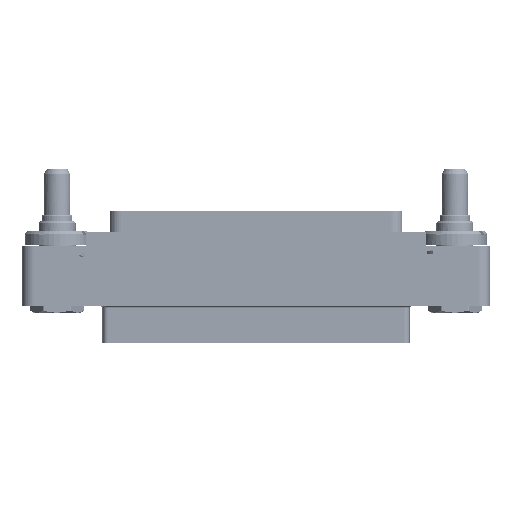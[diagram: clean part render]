
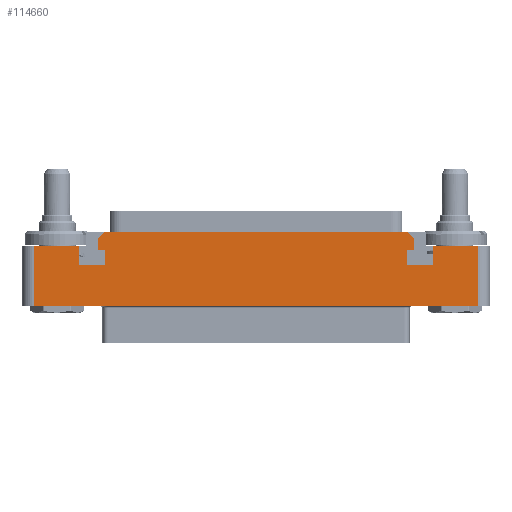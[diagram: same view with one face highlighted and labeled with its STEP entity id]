
A CAD part, top view. The second image highlights one B-rep face of the part: STEP entity #114660.
In plain terms, the highlighted planar face has unit normal (0, 0, 1).
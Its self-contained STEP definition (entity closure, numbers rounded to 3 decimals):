
#6598=DIRECTION('',(0.,1.,0.));
#6599=VECTOR('',#6598,10.25);
#6600=CARTESIAN_POINT('',(38.,0.,7.));
#6601=LINE('',#6600,#6599);
#6616=DIRECTION('',(-1.,0.,0.));
#6617=VECTOR('',#6616,76.);
#6618=CARTESIAN_POINT('',(38.,0.,7.));
#6619=LINE('',#6618,#6617);
#6620=DIRECTION('',(1.,0.,0.));
#6621=VECTOR('',#6620,7.8);
#6622=CARTESIAN_POINT('',(-38.,10.25,7.));
#6623=LINE('',#6622,#6621);
#6624=DIRECTION('',(0.,-1.,0.));
#6625=VECTOR('',#6624,3.2);
#6626=CARTESIAN_POINT('',(-30.2,10.25,7.));
#6627=LINE('',#6626,#6625);
#6628=DIRECTION('',(1.,0.,0.));
#6629=VECTOR('',#6628,4.4);
#6630=CARTESIAN_POINT('',(-30.2,7.05,7.));
#6631=LINE('',#6630,#6629);
#6632=DIRECTION('',(0.,1.,0.));
#6633=VECTOR('',#6632,2.6);
#6634=CARTESIAN_POINT('',(-25.8,7.05,7.));
#6635=LINE('',#6634,#6633);
#6636=DIRECTION('',(-1.,0.,0.));
#6637=VECTOR('',#6636,1.2);
#6638=CARTESIAN_POINT('',(-25.8,9.65,7.));
#6639=LINE('',#6638,#6637);
#6640=DIRECTION('',(0.,-1.,0.));
#6641=VECTOR('',#6640,1.9);
#6642=CARTESIAN_POINT('',(-27.,11.55,7.));
#6643=LINE('',#6642,#6641);
#6644=DIRECTION('',(1.,0.,0.));
#6645=VECTOR('',#6644,51.6);
#6646=CARTESIAN_POINT('',(-25.8,12.75,7.));
#6647=LINE('',#6646,#6645);
#6648=DIRECTION('',(0.,-1.,0.));
#6649=VECTOR('',#6648,1.9);
#6650=CARTESIAN_POINT('',(27.,11.55,7.));
#6651=LINE('',#6650,#6649);
#6652=DIRECTION('',(-1.,0.,0.));
#6653=VECTOR('',#6652,1.2);
#6654=CARTESIAN_POINT('',(27.,9.65,7.));
#6655=LINE('',#6654,#6653);
#6656=DIRECTION('',(0.,-1.,0.));
#6657=VECTOR('',#6656,2.6);
#6658=CARTESIAN_POINT('',(25.8,9.65,7.));
#6659=LINE('',#6658,#6657);
#6660=DIRECTION('',(1.,0.,0.));
#6661=VECTOR('',#6660,4.4);
#6662=CARTESIAN_POINT('',(25.8,7.05,7.));
#6663=LINE('',#6662,#6661);
#6664=DIRECTION('',(0.,1.,0.));
#6665=VECTOR('',#6664,3.2);
#6666=CARTESIAN_POINT('',(30.2,7.05,7.));
#6667=LINE('',#6666,#6665);
#6668=DIRECTION('',(1.,0.,0.));
#6669=VECTOR('',#6668,7.8);
#6670=CARTESIAN_POINT('',(30.2,10.25,7.));
#6671=LINE('',#6670,#6669);
#6672=DIRECTION('',(0.,-1.,0.));
#6673=VECTOR('',#6672,10.25);
#6674=CARTESIAN_POINT('',(-38.,10.25,7.));
#6675=LINE('',#6674,#6673);
#9912=DIRECTION('',(-0.707,-0.707,0.));
#9913=VECTOR('',#9912,1.697);
#9914=CARTESIAN_POINT('',(-25.8,12.75,7.));
#9915=LINE('',#9914,#9913);
#13058=DIRECTION('',(0.707,-0.707,0.));
#13059=VECTOR('',#13058,1.697);
#13060=CARTESIAN_POINT('',(25.8,12.75,7.));
#13061=LINE('',#13060,#13059);
#88344=CARTESIAN_POINT('',(-30.2,10.25,7.));
#88345=CARTESIAN_POINT('',(-30.2,7.05,7.));
#88346=VERTEX_POINT('',#88344);
#88347=VERTEX_POINT('',#88345);
#88348=CARTESIAN_POINT('',(-25.8,7.05,7.));
#88349=VERTEX_POINT('',#88348);
#88350=CARTESIAN_POINT('',(-25.8,9.65,7.));
#88351=VERTEX_POINT('',#88350);
#88352=CARTESIAN_POINT('',(-27.,9.65,7.));
#88353=VERTEX_POINT('',#88352);
#88354=CARTESIAN_POINT('',(27.,9.65,7.));
#88355=CARTESIAN_POINT('',(25.8,9.65,7.));
#88356=VERTEX_POINT('',#88354);
#88357=VERTEX_POINT('',#88355);
#88358=CARTESIAN_POINT('',(25.8,7.05,7.));
#88359=VERTEX_POINT('',#88358);
#88360=CARTESIAN_POINT('',(30.2,7.05,7.));
#88361=VERTEX_POINT('',#88360);
#88362=CARTESIAN_POINT('',(30.2,10.25,7.));
#88363=VERTEX_POINT('',#88362);
#88368=CARTESIAN_POINT('',(-27.,11.55,7.));
#88370=VERTEX_POINT('',#88368);
#88372=CARTESIAN_POINT('',(-25.8,12.75,7.));
#88373=VERTEX_POINT('',#88372);
#88374=CARTESIAN_POINT('',(27.,11.55,7.));
#88376=VERTEX_POINT('',#88374);
#88378=CARTESIAN_POINT('',(25.8,12.75,7.));
#88379=VERTEX_POINT('',#88378);
#88456=CARTESIAN_POINT('',(38.,0.,7.));
#88457=CARTESIAN_POINT('',(38.,10.25,7.));
#88458=VERTEX_POINT('',#88456);
#88459=VERTEX_POINT('',#88457);
#88464=CARTESIAN_POINT('',(-38.,10.25,7.));
#88465=CARTESIAN_POINT('',(-38.,0.,7.));
#88466=VERTEX_POINT('',#88464);
#88467=VERTEX_POINT('',#88465);
#114621=CARTESIAN_POINT('',(0.,0.,7.));
#114622=DIRECTION('',(0.,0.,-1.));
#114623=DIRECTION('',(-1.,0.,0.));
#114624=AXIS2_PLACEMENT_3D('',#114621,#114622,#114623);
#114625=PLANE('',#114624);
#114626=ORIENTED_EDGE('',*,*,#114613,.F.);
#114627=ORIENTED_EDGE('',*,*,#114438,.T.);
#114629=ORIENTED_EDGE('',*,*,#114628,.F.);
#114631=ORIENTED_EDGE('',*,*,#114630,.T.);
#114633=ORIENTED_EDGE('',*,*,#114632,.T.);
#114635=ORIENTED_EDGE('',*,*,#114634,.T.);
#114637=ORIENTED_EDGE('',*,*,#114636,.T.);
#114639=ORIENTED_EDGE('',*,*,#114638,.T.);
#114641=ORIENTED_EDGE('',*,*,#114640,.F.);
#114643=ORIENTED_EDGE('',*,*,#114642,.F.);
#114644=ORIENTED_EDGE('',*,*,#113232,.T.);
#114646=ORIENTED_EDGE('',*,*,#114645,.T.);
#114648=ORIENTED_EDGE('',*,*,#114647,.T.);
#114650=ORIENTED_EDGE('',*,*,#114649,.T.);
#114652=ORIENTED_EDGE('',*,*,#114651,.T.);
#114654=ORIENTED_EDGE('',*,*,#114653,.T.);
#114656=ORIENTED_EDGE('',*,*,#114655,.T.);
#114657=ORIENTED_EDGE('',*,*,#114536,.T.);
#114658=EDGE_LOOP('',(#114626,#114627,#114629,#114631,#114633,#114635,#114637,
#114639,#114641,#114643,#114644,#114646,#114648,#114650,#114652,#114654,#114656,
#114657));
#114659=FACE_OUTER_BOUND('',#114658,.F.);
#114660=ADVANCED_FACE('',(#114659),#114625,.F.);
#113232=EDGE_CURVE('',#88373,#88379,#6647,.T.);
#114438=EDGE_CURVE('',#88458,#88467,#6619,.T.);
#114536=EDGE_CURVE('',#88363,#88459,#6671,.T.);
#114613=EDGE_CURVE('',#88458,#88459,#6601,.T.);
#114628=EDGE_CURVE('',#88466,#88467,#6675,.T.);
#114630=EDGE_CURVE('',#88466,#88346,#6623,.T.);
#114632=EDGE_CURVE('',#88346,#88347,#6627,.T.);
#114634=EDGE_CURVE('',#88347,#88349,#6631,.T.);
#114636=EDGE_CURVE('',#88349,#88351,#6635,.T.);
#114638=EDGE_CURVE('',#88351,#88353,#6639,.T.);
#114640=EDGE_CURVE('',#88370,#88353,#6643,.T.);
#114642=EDGE_CURVE('',#88373,#88370,#9915,.T.);
#114645=EDGE_CURVE('',#88379,#88376,#13061,.T.);
#114647=EDGE_CURVE('',#88376,#88356,#6651,.T.);
#114649=EDGE_CURVE('',#88356,#88357,#6655,.T.);
#114651=EDGE_CURVE('',#88357,#88359,#6659,.T.);
#114653=EDGE_CURVE('',#88359,#88361,#6663,.T.);
#114655=EDGE_CURVE('',#88361,#88363,#6667,.T.);
